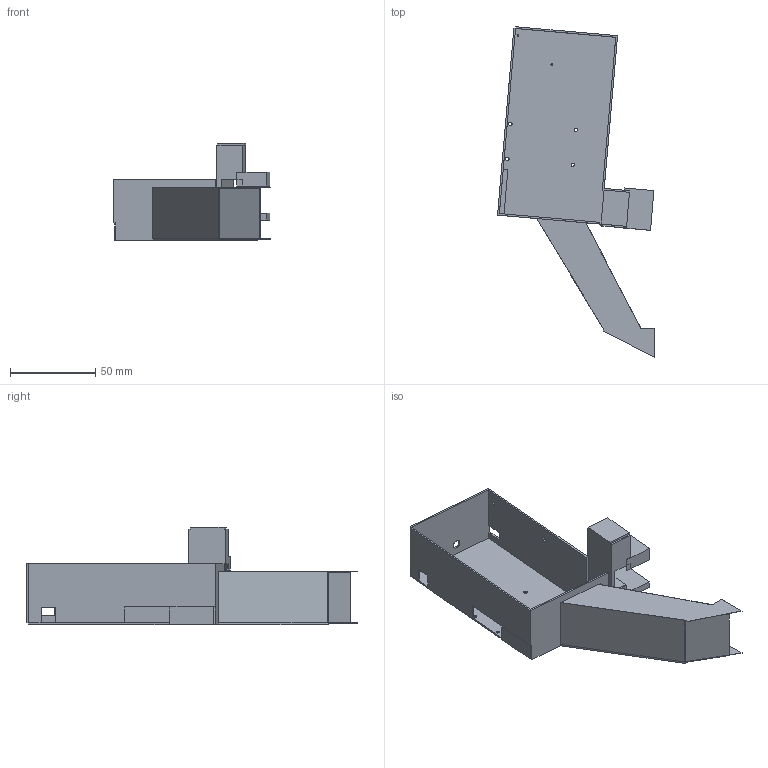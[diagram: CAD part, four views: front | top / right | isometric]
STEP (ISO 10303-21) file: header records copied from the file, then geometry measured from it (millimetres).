
FILE_DESCRIPTION(/* description */ (''),/* implementation_level */ '2;1');
FILE_NAME(/* name */ 'BASIFY_V0.1 v3 housing.step',/* time_stamp */ '2023-03-12T00:02:40Z',/* author */ (''),/* organization */ (''),/* preprocessor_version */ 'ST-DEVELOPER v19.2',/* originating_system */ 'Autodesk Translation Framework v11.17.0.187',/* authorisation */ '');
FILE_SCHEMA (('AUTOMOTIVE_DESIGN { 1 0 10303 214 3 1 1 }'));
Length unit declared in the file: millimetre
Products named in the file (1): BASIFY_V0.1
Bounding box: 92.1 x 193.86 x 57 mm (x, y, z)
Volume: 29385.1 mm3; surface area: 61703.4 mm2
Topology: 2 solids, 2 shells, 144 faces, 416 edges, 251 vertices
Faces by surface type: plane 135, cylinder 9
Full cylindrical faces by diameter (mm): 1 x2, 2 x5, 2.4 x1, 5 x1
Entity records: 4668 total; most frequent: ORIENTED_EDGE 832, CARTESIAN_POINT 812, DIRECTION 724, EDGE_CURVE 416, LINE 398, VECTOR 398, VERTEX_POINT 251, EDGE_LOOP 164
